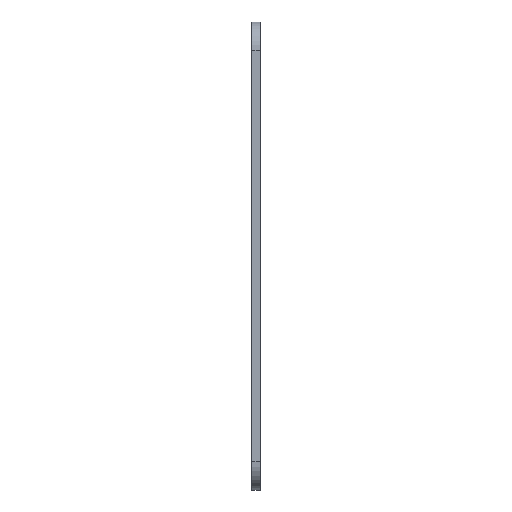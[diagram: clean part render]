
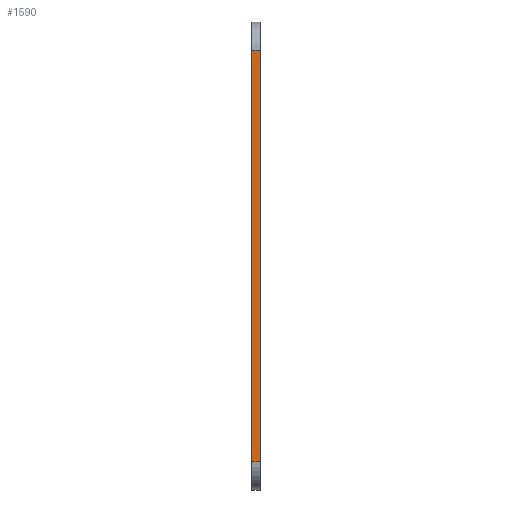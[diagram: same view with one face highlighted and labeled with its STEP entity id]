
A CAD part, left-side view. The second image highlights one B-rep face of the part: STEP entity #1590.
In plain terms, the highlighted planar face has unit normal (-1, 0, 0).
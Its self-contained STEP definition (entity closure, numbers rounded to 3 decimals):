
#39=PLANE('',#1688);
#82=FACE_OUTER_BOUND('',#164,.T.);
#164=EDGE_LOOP('',(#1073,#1074,#1075,#1076));
#270=LINE('',#2342,#430);
#271=LINE('',#2345,#431);
#272=LINE('',#2347,#432);
#273=LINE('',#2348,#433);
#430=VECTOR('',#1856,10.);
#431=VECTOR('',#1859,10.);
#432=VECTOR('',#1860,10.);
#433=VECTOR('',#1861,10.);
#669=VERTEX_POINT('',#2335);
#672=VERTEX_POINT('',#2340);
#673=VERTEX_POINT('',#2344);
#674=VERTEX_POINT('',#2346);
#832=EDGE_CURVE('',#672,#669,#270,.T.);
#833=EDGE_CURVE('',#673,#672,#271,.T.);
#834=EDGE_CURVE('',#674,#673,#272,.T.);
#835=EDGE_CURVE('',#669,#674,#273,.T.);
#1073=ORIENTED_EDGE('',*,*,#832,.F.);
#1074=ORIENTED_EDGE('',*,*,#833,.F.);
#1075=ORIENTED_EDGE('',*,*,#834,.F.);
#1076=ORIENTED_EDGE('',*,*,#835,.F.);
#1590=ADVANCED_FACE('',(#82),#39,.T.);
#1688=AXIS2_PLACEMENT_3D('',#2343,#1857,#1858);
#1856=DIRECTION('',(0.,1.,0.));
#1857=DIRECTION('center_axis',(-1.,0.,0.));
#1858=DIRECTION('ref_axis',(0.,0.,1.));
#1859=DIRECTION('',(0.,0.,-1.));
#1860=DIRECTION('',(0.,-1.,0.));
#1861=DIRECTION('',(0.,0.,1.));
#2335=CARTESIAN_POINT('',(-11.654,1.5,-5.74));
#2340=CARTESIAN_POINT('',(-11.654,0.,-5.74));
#2342=CARTESIAN_POINT('',(-11.654,0.,-5.74));
#2343=CARTESIAN_POINT('Origin',(-11.654,0.,-10.74));
#2344=CARTESIAN_POINT('',(-11.654,0.,67.26));
#2345=CARTESIAN_POINT('',(-11.654,0.,72.26));
#2346=CARTESIAN_POINT('',(-11.654,1.5,67.26));
#2347=CARTESIAN_POINT('',(-11.654,0.,67.26));
#2348=CARTESIAN_POINT('',(-11.654,1.5,72.26));
